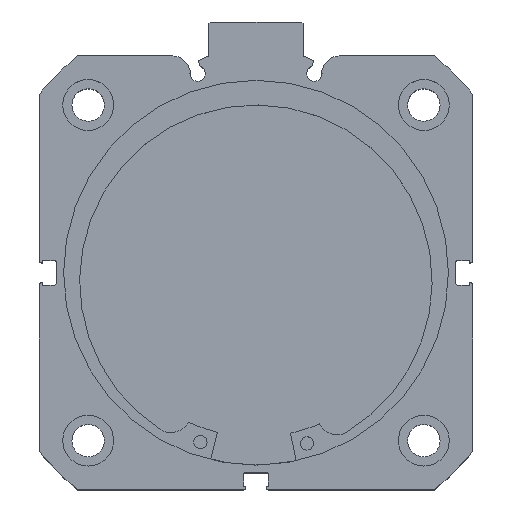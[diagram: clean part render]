
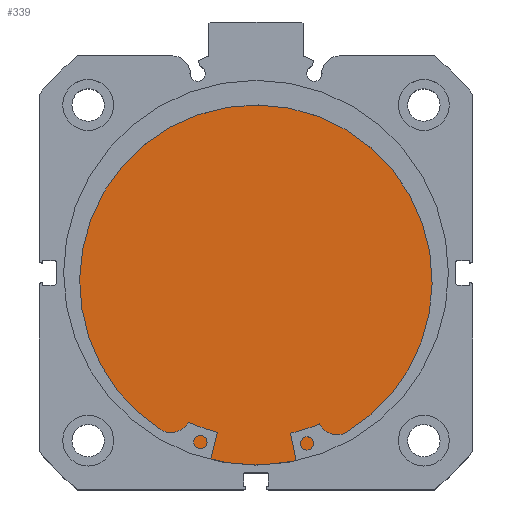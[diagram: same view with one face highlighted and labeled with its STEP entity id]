
A CAD part, top view. The second image highlights one B-rep face of the part: STEP entity #339.
In plain terms, the highlighted face is planar.
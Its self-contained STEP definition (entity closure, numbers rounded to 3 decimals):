
#339 = ADVANCED_FACE ( 'NONE', ( #636 ), #6799, .F. ) ;
#636 = FACE_OUTER_BOUND ( 'NONE', #5666, .T. ) ;
#1175 = CIRCLE ( 'NONE', #4764, 51. ) ;
#1205 = CIRCLE ( 'NONE', #4775, 51. ) ;
#1677 = CARTESIAN_POINT ( 'NONE',  ( 13., 0., 0. ) ) ;
#1692 = DIRECTION ( 'NONE',  ( -1., 0., 0. ) ) ;
#1693 = DIRECTION ( 'NONE',  ( 0., 0., 1. ) ) ;
#1773 = CARTESIAN_POINT ( 'NONE',  ( 13., 0., 0. ) ) ;
#1775 = DIRECTION ( 'NONE',  ( -1., 0., 0. ) ) ;
#1776 = DIRECTION ( 'NONE',  ( 0., 0., 1. ) ) ;
#2553 = CARTESIAN_POINT ( 'NONE',  ( 13., 0., -51. ) ) ;
#2556 = CARTESIAN_POINT ( 'NONE',  ( 13., 0., 51. ) ) ;
#3801 = ORIENTED_EDGE ( 'NONE', *, *, #4126, .F. ) ;
#3802 = ORIENTED_EDGE ( 'NONE', *, *, #4149, .F. ) ;
#4126 = EDGE_CURVE ( 'NONE', #5948, #5957, #1175, .T. ) ;
#4149 = EDGE_CURVE ( 'NONE', #5957, #5948, #1205, .T. ) ;
#4499 = AXIS2_PLACEMENT_3D ( 'NONE', #6801, #6781, #6807 ) ;
#4764 = AXIS2_PLACEMENT_3D ( 'NONE', #1677, #1692, #1693 ) ;
#4775 = AXIS2_PLACEMENT_3D ( 'NONE', #1773, #1775, #1776 ) ;
#5666 = EDGE_LOOP ( 'NONE', ( #3802, #3801 ) ) ;
#5948 = VERTEX_POINT ( 'NONE', #2553 ) ;
#5957 = VERTEX_POINT ( 'NONE', #2556 ) ;
#6781 = DIRECTION ( 'NONE',  ( -1., 0., 0. ) ) ;
#6799 = PLANE ( 'NONE',  #4499 ) ;
#6801 = CARTESIAN_POINT ( 'NONE',  ( 13., 51., 0. ) ) ;
#6807 = DIRECTION ( 'NONE',  ( 0., 0., 1. ) ) ;
